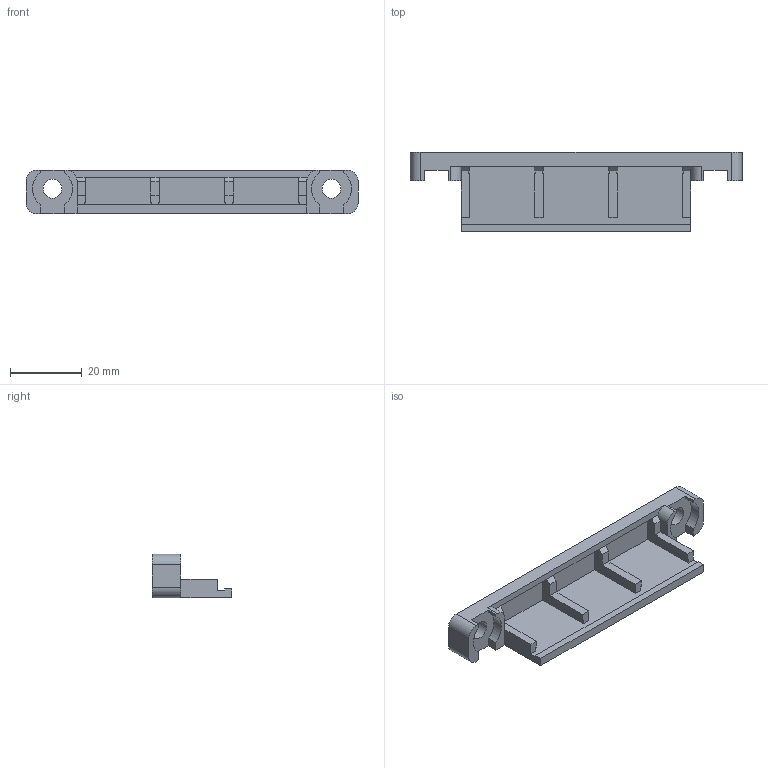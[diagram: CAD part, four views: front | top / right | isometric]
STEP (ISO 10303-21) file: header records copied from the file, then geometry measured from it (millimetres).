
FILE_DESCRIPTION( ( '' ), ' ' );
FILE_NAME( '5d0fa5928f9d3f1768800fd3.step', '2019-06-23T16:15:15', ( '' ), ( '' ), ' ', ' ', ' ' );
FILE_SCHEMA( ( 'AUTOMOTIVE_DESIGN { 1 0 10303 214 1 1 1 1 }' ) );
Length unit declared in the file: metre
Products named in the file (1): 3x3
Bounding box: 92.82 x 22.25 x 12.2 mm (x, y, z)
Volume: 6921.3 mm3; surface area: 6793.7 mm2
Topology: 1 solids, 1 shells, 104 faces, 294 edges, 192 vertices
Faces by surface type: plane 92, cylinder 12
Full cylindrical faces by diameter (mm): 5.25 x2
Entity records: 4136 total; most frequent: CARTESIAN_POINT 585, ORIENTED_EDGE 580, DIRECTION 526, EDGE_CURVE 290, LINE 264, VECTOR 264, VERTEX_POINT 190, AXIS2_PLACEMENT_3D 131
